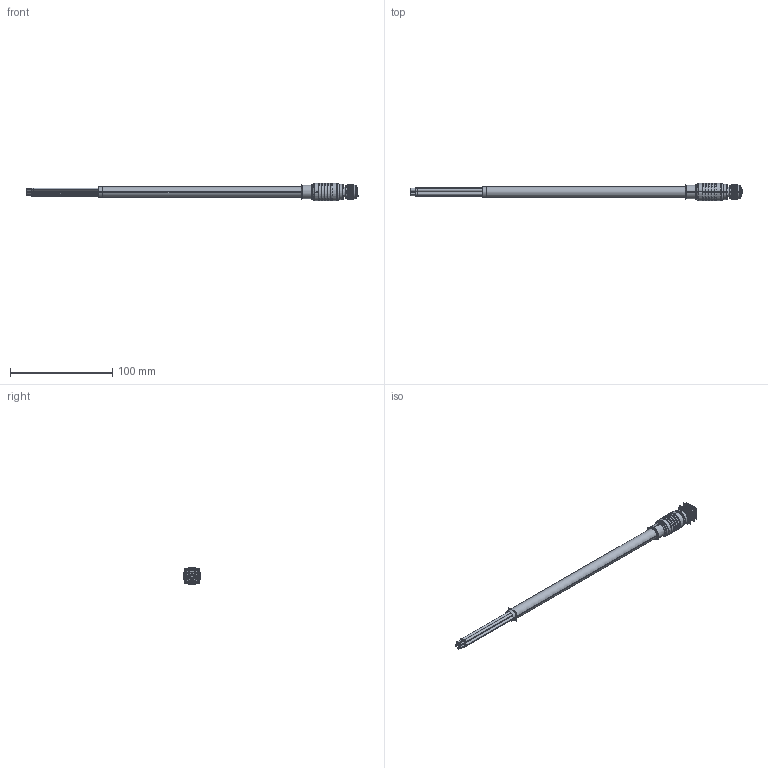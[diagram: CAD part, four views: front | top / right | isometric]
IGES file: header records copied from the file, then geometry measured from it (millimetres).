
Start section:  PTC IGES file: 255963_sm01.igs
Global section: file name: 255963_sm01.igs; native system: Creo Parametric by PTC Inc.; preprocessor: 2022414; author: banengservice; organization: Unknown; date: 20260311.123854; units: millimetre
Bounding box: 325 x 17.6 x 17.59 mm (x, y, z)
Volume: 28702.3 mm3; surface area: 61466.4 mm2
Topology: 1 solids, 1 shells, 906 faces, 4708 edges, 5959 vertices
Faces by surface type: revolution 514, bspline 392
